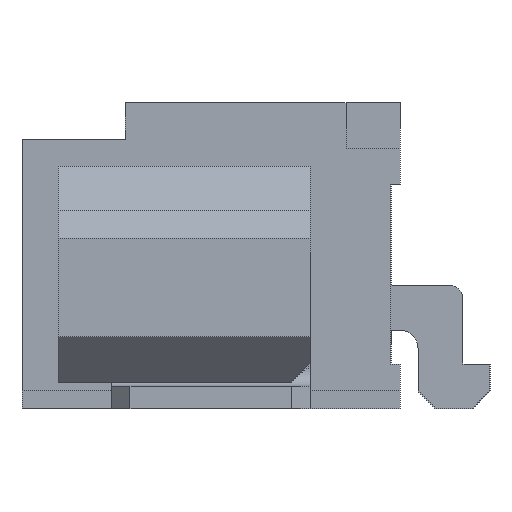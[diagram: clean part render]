
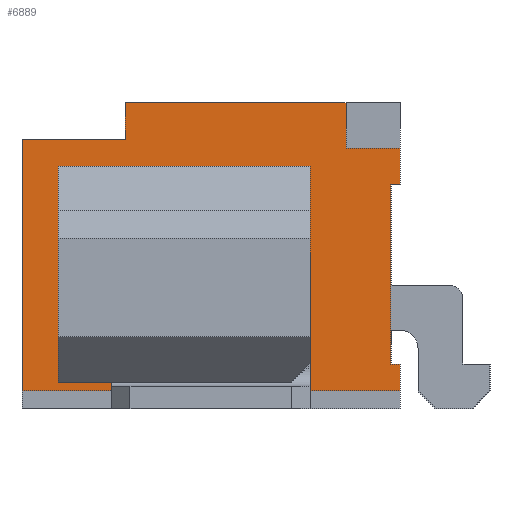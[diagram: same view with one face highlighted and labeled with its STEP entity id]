
A CAD part, left-side view. The second image highlights one B-rep face of the part: STEP entity #6889.
In plain terms, the highlighted planar face has unit normal (-1, 0, 0).
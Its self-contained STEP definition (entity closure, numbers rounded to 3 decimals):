
#105=DIRECTION('',(0.,0.,1.));
#106=VECTOR('',#105,0.3);
#107=CARTESIAN_POINT('',(-7.75,-3.225,-1.6));
#108=LINE('',#107,#106);
#261=DIRECTION('',(0.,0.,1.));
#262=VECTOR('',#261,0.4);
#263=CARTESIAN_POINT('',(-7.75,-3.225,0.7));
#264=LINE('',#263,#262);
#265=DIRECTION('',(0.,0.,1.));
#266=VECTOR('',#265,2.4);
#267=CARTESIAN_POINT('',(-7.75,-2.225,-1.5));
#268=LINE('',#267,#266);
#269=DIRECTION('',(0.,-1.,0.));
#270=VECTOR('',#269,2.8);
#271=CARTESIAN_POINT('',(-7.75,0.575,0.9));
#272=LINE('',#271,#270);
#273=DIRECTION('',(0.,0.,1.));
#274=VECTOR('',#273,2.4);
#275=CARTESIAN_POINT('',(-7.75,0.575,-1.5));
#276=LINE('',#275,#274);
#277=DIRECTION('',(0.,-1.,0.));
#278=VECTOR('',#277,2.8);
#279=CARTESIAN_POINT('',(-7.75,0.575,-1.5));
#280=LINE('',#279,#278);
#281=DIRECTION('',(0.,1.,0.));
#282=VECTOR('',#281,0.6);
#283=CARTESIAN_POINT('',(-7.75,-3.225,1.1));
#284=LINE('',#283,#282);
#285=DIRECTION('',(0.,1.,0.));
#286=VECTOR('',#285,0.1);
#287=CARTESIAN_POINT('',(-7.75,-3.225,0.7));
#288=LINE('',#287,#286);
#289=DIRECTION('',(0.,0.,1.));
#290=VECTOR('',#289,2.);
#291=CARTESIAN_POINT('',(-7.75,-3.125,-1.3));
#292=LINE('',#291,#290);
#293=DIRECTION('',(0.,1.,0.));
#294=VECTOR('',#293,0.1);
#295=CARTESIAN_POINT('',(-7.75,-3.225,-1.3));
#296=LINE('',#295,#294);
#297=DIRECTION('',(0.,-1.,0.));
#298=VECTOR('',#297,4.2);
#299=CARTESIAN_POINT('',(-7.75,0.975,-1.6));
#300=LINE('',#299,#298);
#301=DIRECTION('',(0.,0.,1.));
#302=VECTOR('',#301,2.8);
#303=CARTESIAN_POINT('',(-7.75,0.975,-1.6));
#304=LINE('',#303,#302);
#305=DIRECTION('',(0.,-1.,0.));
#306=VECTOR('',#305,1.15);
#307=CARTESIAN_POINT('',(-7.75,0.975,1.2));
#308=LINE('',#307,#306);
#309=DIRECTION('',(0.,0.,-1.));
#310=VECTOR('',#309,0.4);
#311=CARTESIAN_POINT('',(-7.75,-0.175,1.6));
#312=LINE('',#311,#310);
#313=DIRECTION('',(0.,0.,-1.));
#314=VECTOR('',#313,0.5);
#315=CARTESIAN_POINT('',(-7.75,-2.625,1.6));
#316=LINE('',#315,#314);
#1346=DIRECTION('',(0.,-1.,0.));
#1347=VECTOR('',#1346,2.45);
#1348=CARTESIAN_POINT('',(-7.75,-0.175,1.6));
#1349=LINE('',#1348,#1347);
#5019=CARTESIAN_POINT('',(-7.75,-0.175,1.6));
#5021=VERTEX_POINT('',#5019);
#5031=CARTESIAN_POINT('',(-7.75,0.975,1.2));
#5032=CARTESIAN_POINT('',(-7.75,-0.175,1.2));
#5033=VERTEX_POINT('',#5031);
#5034=VERTEX_POINT('',#5032);
#5075=CARTESIAN_POINT('',(-7.75,-2.225,-1.5));
#5076=CARTESIAN_POINT('',(-7.75,-2.225,0.9));
#5077=VERTEX_POINT('',#5075);
#5078=VERTEX_POINT('',#5076);
#5079=CARTESIAN_POINT('',(-7.75,0.575,0.9));
#5080=VERTEX_POINT('',#5079);
#5081=CARTESIAN_POINT('',(-7.75,0.575,-1.5));
#5082=VERTEX_POINT('',#5081);
#5223=CARTESIAN_POINT('',(-7.75,-3.225,-1.3));
#5224=CARTESIAN_POINT('',(-7.75,-3.125,-1.3));
#5225=VERTEX_POINT('',#5223);
#5226=VERTEX_POINT('',#5224);
#5227=CARTESIAN_POINT('',(-7.75,-3.125,0.7));
#5228=VERTEX_POINT('',#5227);
#5229=CARTESIAN_POINT('',(-7.75,-3.225,0.7));
#5230=VERTEX_POINT('',#5229);
#5329=CARTESIAN_POINT('',(-7.75,-2.625,1.6));
#5330=VERTEX_POINT('',#5329);
#5331=CARTESIAN_POINT('',(-7.75,-3.225,1.1));
#5332=CARTESIAN_POINT('',(-7.75,-2.625,1.1));
#5333=VERTEX_POINT('',#5331);
#5334=VERTEX_POINT('',#5332);
#5707=CARTESIAN_POINT('',(-7.75,0.975,-1.6));
#5708=CARTESIAN_POINT('',(-7.75,-3.225,-1.6));
#5709=VERTEX_POINT('',#5707);
#5710=VERTEX_POINT('',#5708);
#6851=CARTESIAN_POINT('',(-7.75,0.975,-1.8));
#6852=DIRECTION('',(-1.,0.,0.));
#6853=DIRECTION('',(0.,-1.,0.));
#6854=AXIS2_PLACEMENT_3D('',#6851,#6852,#6853);
#6855=PLANE('',#6854);
#6857=ORIENTED_EDGE('',*,*,#6856,.F.);
#6858=ORIENTED_EDGE('',*,*,#6831,.F.);
#6860=ORIENTED_EDGE('',*,*,#6859,.T.);
#6862=ORIENTED_EDGE('',*,*,#6861,.F.);
#6863=ORIENTED_EDGE('',*,*,#6841,.F.);
#6864=ORIENTED_EDGE('',*,*,#6719,.F.);
#6866=ORIENTED_EDGE('',*,*,#6865,.F.);
#6868=ORIENTED_EDGE('',*,*,#6867,.T.);
#6870=ORIENTED_EDGE('',*,*,#6869,.T.);
#6872=ORIENTED_EDGE('',*,*,#6871,.F.);
#6874=ORIENTED_EDGE('',*,*,#6873,.T.);
#6876=ORIENTED_EDGE('',*,*,#6875,.T.);
#6877=EDGE_LOOP('',(#6857,#6858,#6860,#6862,#6863,#6864,#6866,#6868,#6870,#6872,
#6874,#6876));
#6878=FACE_OUTER_BOUND('',#6877,.F.);
#6880=ORIENTED_EDGE('',*,*,#6879,.T.);
#6882=ORIENTED_EDGE('',*,*,#6881,.F.);
#6884=ORIENTED_EDGE('',*,*,#6883,.F.);
#6886=ORIENTED_EDGE('',*,*,#6885,.T.);
#6887=EDGE_LOOP('',(#6880,#6882,#6884,#6886));
#6888=FACE_BOUND('',#6887,.F.);
#6889=ADVANCED_FACE('',(#6878,#6888),#6855,.T.);
#6719=EDGE_CURVE('',#5710,#5225,#108,.T.);
#6831=EDGE_CURVE('',#5230,#5333,#264,.T.);
#6841=EDGE_CURVE('',#5225,#5226,#296,.T.);
#6856=EDGE_CURVE('',#5333,#5334,#284,.T.);
#6859=EDGE_CURVE('',#5230,#5228,#288,.T.);
#6861=EDGE_CURVE('',#5226,#5228,#292,.T.);
#6865=EDGE_CURVE('',#5709,#5710,#300,.T.);
#6867=EDGE_CURVE('',#5709,#5033,#304,.T.);
#6869=EDGE_CURVE('',#5033,#5034,#308,.T.);
#6871=EDGE_CURVE('',#5021,#5034,#312,.T.);
#6873=EDGE_CURVE('',#5021,#5330,#1349,.T.);
#6875=EDGE_CURVE('',#5330,#5334,#316,.T.);
#6879=EDGE_CURVE('',#5077,#5078,#268,.T.);
#6881=EDGE_CURVE('',#5080,#5078,#272,.T.);
#6883=EDGE_CURVE('',#5082,#5080,#276,.T.);
#6885=EDGE_CURVE('',#5082,#5077,#280,.T.);
